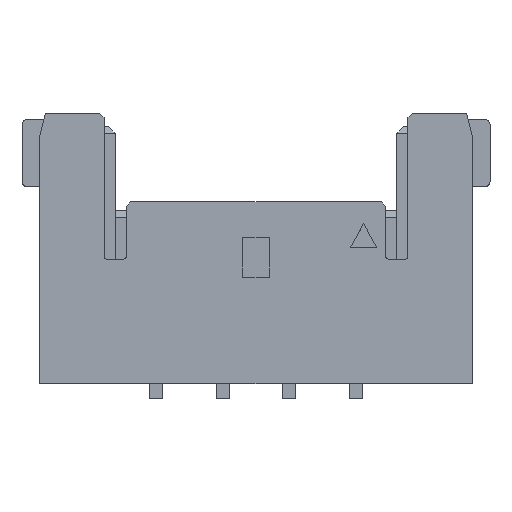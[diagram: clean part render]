
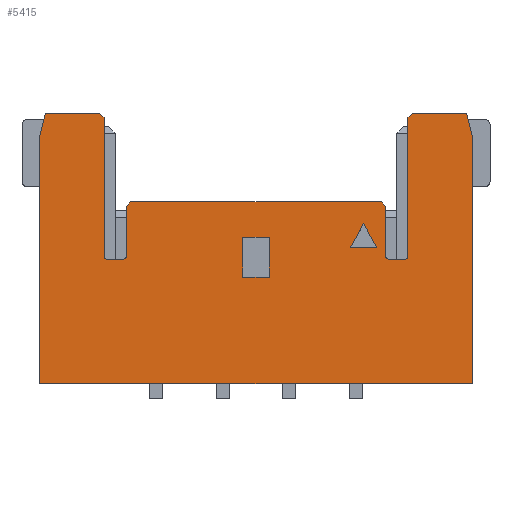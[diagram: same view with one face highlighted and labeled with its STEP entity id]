
A CAD part, top view. The second image highlights one B-rep face of the part: STEP entity #5415.
In plain terms, the highlighted planar face has unit normal (0, 0, 1).
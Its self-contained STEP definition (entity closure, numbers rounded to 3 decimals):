
#847=DIRECTION('',(0.,-1.,0.));
#848=VECTOR('',#847,3.12);
#849=CARTESIAN_POINT('',(-3.425,6.,0.98));
#850=LINE('',#849,#848);
#851=CARTESIAN_POINT('',(-3.345,2.88,0.98));
#852=DIRECTION('',(0.,0.,1.));
#853=DIRECTION('',(-1.,0.,0.));
#854=AXIS2_PLACEMENT_3D('',#851,#852,#853);
#856=DIRECTION('',(1.,0.,0.));
#857=VECTOR('',#856,0.34);
#858=CARTESIAN_POINT('',(-3.345,2.8,0.98));
#859=LINE('',#858,#857);
#860=CARTESIAN_POINT('',(-3.005,2.88,0.98));
#861=DIRECTION('',(0.,0.,1.));
#862=DIRECTION('',(0.,-1.,0.));
#863=AXIS2_PLACEMENT_3D('',#860,#861,#862);
#865=DIRECTION('',(0.,1.,0.));
#866=VECTOR('',#865,1.12);
#867=CARTESIAN_POINT('',(-2.925,2.88,0.98));
#868=LINE('',#867,#866);
#869=DIRECTION('',(0.707,0.707,0.));
#870=VECTOR('',#869,0.141);
#871=CARTESIAN_POINT('',(-2.925,4.,0.98));
#872=LINE('',#871,#870);
#873=DIRECTION('',(-1.,0.,0.));
#874=VECTOR('',#873,5.65);
#875=CARTESIAN_POINT('',(2.825,4.1,0.98));
#876=LINE('',#875,#874);
#877=DIRECTION('',(0.707,-0.707,0.));
#878=VECTOR('',#877,0.141);
#879=CARTESIAN_POINT('',(2.825,4.1,0.98));
#880=LINE('',#879,#878);
#881=DIRECTION('',(0.,-1.,0.));
#882=VECTOR('',#881,1.12);
#883=CARTESIAN_POINT('',(2.925,4.,0.98));
#884=LINE('',#883,#882);
#885=CARTESIAN_POINT('',(3.005,2.88,0.98));
#886=DIRECTION('',(0.,0.,1.));
#887=DIRECTION('',(-1.,0.,0.));
#888=AXIS2_PLACEMENT_3D('',#885,#886,#887);
#890=DIRECTION('',(1.,0.,0.));
#891=VECTOR('',#890,0.34);
#892=CARTESIAN_POINT('',(3.005,2.8,0.98));
#893=LINE('',#892,#891);
#894=CARTESIAN_POINT('',(3.345,2.88,0.98));
#895=DIRECTION('',(0.,0.,1.));
#896=DIRECTION('',(0.,-1.,0.));
#897=AXIS2_PLACEMENT_3D('',#894,#895,#896);
#899=DIRECTION('',(0.,1.,0.));
#900=VECTOR('',#899,3.12);
#901=CARTESIAN_POINT('',(3.425,2.88,0.98));
#902=LINE('',#901,#900);
#903=DIRECTION('',(0.707,0.707,0.));
#904=VECTOR('',#903,0.141);
#905=CARTESIAN_POINT('',(3.425,6.,0.98));
#906=LINE('',#905,#904);
#907=DIRECTION('',(-1.,0.,0.));
#908=VECTOR('',#907,1.22);
#909=CARTESIAN_POINT('',(4.745,6.1,0.98));
#910=LINE('',#909,#908);
#911=DIRECTION('',(-0.252,0.968,0.));
#912=VECTOR('',#911,0.517);
#913=CARTESIAN_POINT('',(4.875,5.6,0.98));
#914=LINE('',#913,#912);
#915=DIRECTION('',(0.,1.,0.));
#916=VECTOR('',#915,5.6);
#917=CARTESIAN_POINT('',(4.875,0.,0.98));
#918=LINE('',#917,#916);
#919=DIRECTION('',(1.,0.,0.));
#920=VECTOR('',#919,9.75);
#921=CARTESIAN_POINT('',(-4.875,0.,0.98));
#922=LINE('',#921,#920);
#923=DIRECTION('',(0.,-1.,0.));
#924=VECTOR('',#923,5.6);
#925=CARTESIAN_POINT('',(-4.875,5.6,0.98));
#926=LINE('',#925,#924);
#927=DIRECTION('',(-0.252,-0.968,0.));
#928=VECTOR('',#927,0.517);
#929=CARTESIAN_POINT('',(-4.745,6.1,0.98));
#930=LINE('',#929,#928);
#931=DIRECTION('',(-1.,0.,0.));
#932=VECTOR('',#931,1.22);
#933=CARTESIAN_POINT('',(-3.525,6.1,0.98));
#934=LINE('',#933,#932);
#935=DIRECTION('',(0.707,-0.707,0.));
#936=VECTOR('',#935,0.141);
#937=CARTESIAN_POINT('',(-3.525,6.1,0.98));
#938=LINE('',#937,#936);
#939=DIRECTION('',(-0.5,-0.866,0.));
#940=VECTOR('',#939,0.6);
#941=CARTESIAN_POINT('',(2.425,3.6,0.98));
#942=LINE('',#941,#940);
#943=DIRECTION('',(1.,0.,0.));
#944=VECTOR('',#943,0.6);
#945=CARTESIAN_POINT('',(2.125,3.08,0.98));
#946=LINE('',#945,#944);
#947=DIRECTION('',(-0.5,0.866,0.));
#948=VECTOR('',#947,0.6);
#949=CARTESIAN_POINT('',(2.725,3.08,0.98));
#950=LINE('',#949,#948);
#951=DIRECTION('',(0.,-1.,0.));
#952=VECTOR('',#951,0.9);
#953=CARTESIAN_POINT('',(-0.3,3.3,0.98));
#954=LINE('',#953,#952);
#955=DIRECTION('',(1.,0.,0.));
#956=VECTOR('',#955,0.6);
#957=CARTESIAN_POINT('',(-0.3,2.4,0.98));
#958=LINE('',#957,#956);
#959=DIRECTION('',(0.,1.,0.));
#960=VECTOR('',#959,0.9);
#961=CARTESIAN_POINT('',(0.3,2.4,0.98));
#962=LINE('',#961,#960);
#963=DIRECTION('',(-1.,0.,0.));
#964=VECTOR('',#963,0.6);
#965=CARTESIAN_POINT('',(0.3,3.3,0.98));
#966=LINE('',#965,#964);
#3221=CARTESIAN_POINT('',(-4.875,5.6,0.98));
#3222=CARTESIAN_POINT('',(-4.875,0.,0.98));
#3223=VERTEX_POINT('',#3221);
#3224=VERTEX_POINT('',#3222);
#3225=CARTESIAN_POINT('',(4.875,0.,0.98));
#3226=VERTEX_POINT('',#3225);
#3227=CARTESIAN_POINT('',(4.875,5.6,0.98));
#3228=VERTEX_POINT('',#3227);
#3229=CARTESIAN_POINT('',(4.745,6.1,0.98));
#3230=VERTEX_POINT('',#3229);
#3231=CARTESIAN_POINT('',(-4.745,6.1,0.98));
#3232=VERTEX_POINT('',#3231);
#3257=CARTESIAN_POINT('',(-3.425,6.,0.98));
#3258=CARTESIAN_POINT('',(-3.425,2.88,0.98));
#3259=VERTEX_POINT('',#3257);
#3260=VERTEX_POINT('',#3258);
#3261=CARTESIAN_POINT('',(-3.345,2.8,0.98));
#3262=CARTESIAN_POINT('',(-3.005,2.8,0.98));
#3263=VERTEX_POINT('',#3261);
#3264=VERTEX_POINT('',#3262);
#3265=CARTESIAN_POINT('',(-2.925,2.88,0.98));
#3266=CARTESIAN_POINT('',(-2.925,4.,0.98));
#3267=VERTEX_POINT('',#3265);
#3268=VERTEX_POINT('',#3266);
#3269=CARTESIAN_POINT('',(-2.825,4.1,0.98));
#3270=VERTEX_POINT('',#3269);
#3271=CARTESIAN_POINT('',(-3.525,6.1,0.98));
#3272=VERTEX_POINT('',#3271);
#3273=CARTESIAN_POINT('',(3.425,6.,0.98));
#3274=CARTESIAN_POINT('',(3.525,6.1,0.98));
#3275=VERTEX_POINT('',#3273);
#3276=VERTEX_POINT('',#3274);
#3277=CARTESIAN_POINT('',(2.825,4.1,0.98));
#3278=CARTESIAN_POINT('',(2.925,4.,0.98));
#3279=VERTEX_POINT('',#3277);
#3280=VERTEX_POINT('',#3278);
#3281=CARTESIAN_POINT('',(2.925,2.88,0.98));
#3282=VERTEX_POINT('',#3281);
#3283=CARTESIAN_POINT('',(3.005,2.8,0.98));
#3284=CARTESIAN_POINT('',(3.345,2.8,0.98));
#3285=VERTEX_POINT('',#3283);
#3286=VERTEX_POINT('',#3284);
#3287=CARTESIAN_POINT('',(3.425,2.88,0.98));
#3288=VERTEX_POINT('',#3287);
#4167=CARTESIAN_POINT('',(2.425,3.6,0.98));
#4168=CARTESIAN_POINT('',(2.125,3.08,0.98));
#4169=VERTEX_POINT('',#4167);
#4170=VERTEX_POINT('',#4168);
#4171=CARTESIAN_POINT('',(2.725,3.08,0.98));
#4172=VERTEX_POINT('',#4171);
#4173=CARTESIAN_POINT('',(-0.3,3.3,0.98));
#4174=CARTESIAN_POINT('',(-0.3,2.4,0.98));
#4175=VERTEX_POINT('',#4173);
#4176=VERTEX_POINT('',#4174);
#4177=CARTESIAN_POINT('',(0.3,2.4,0.98));
#4178=VERTEX_POINT('',#4177);
#4179=CARTESIAN_POINT('',(0.3,3.3,0.98));
#4180=VERTEX_POINT('',#4179);
#5349=CARTESIAN_POINT('',(0.,0.,0.98));
#5350=DIRECTION('',(0.,0.,1.));
#5351=DIRECTION('',(0.,-1.,0.));
#5352=AXIS2_PLACEMENT_3D('',#5349,#5350,#5351);
#5353=PLANE('',#5352);
#5354=ORIENTED_EDGE('',*,*,#5286,.T.);
#5356=ORIENTED_EDGE('',*,*,#5355,.T.);
#5357=ORIENTED_EDGE('',*,*,#5339,.T.);
#5359=ORIENTED_EDGE('',*,*,#5358,.T.);
#5361=ORIENTED_EDGE('',*,*,#5360,.T.);
#5363=ORIENTED_EDGE('',*,*,#5362,.T.);
#5365=ORIENTED_EDGE('',*,*,#5364,.F.);
#5367=ORIENTED_EDGE('',*,*,#5366,.T.);
#5369=ORIENTED_EDGE('',*,*,#5368,.T.);
#5371=ORIENTED_EDGE('',*,*,#5370,.T.);
#5373=ORIENTED_EDGE('',*,*,#5372,.T.);
#5375=ORIENTED_EDGE('',*,*,#5374,.T.);
#5377=ORIENTED_EDGE('',*,*,#5376,.T.);
#5379=ORIENTED_EDGE('',*,*,#5378,.T.);
#5381=ORIENTED_EDGE('',*,*,#5380,.F.);
#5383=ORIENTED_EDGE('',*,*,#5382,.F.);
#5385=ORIENTED_EDGE('',*,*,#5384,.F.);
#5387=ORIENTED_EDGE('',*,*,#5386,.F.);
#5389=ORIENTED_EDGE('',*,*,#5388,.F.);
#5391=ORIENTED_EDGE('',*,*,#5390,.F.);
#5392=ORIENTED_EDGE('',*,*,#5139,.F.);
#5394=ORIENTED_EDGE('',*,*,#5393,.T.);
#5395=EDGE_LOOP('',(#5354,#5356,#5357,#5359,#5361,#5363,#5365,#5367,#5369,#5371,
#5373,#5375,#5377,#5379,#5381,#5383,#5385,#5387,#5389,#5391,#5392,#5394));
#5396=FACE_OUTER_BOUND('',#5395,.F.);
#5398=ORIENTED_EDGE('',*,*,#5397,.T.);
#5400=ORIENTED_EDGE('',*,*,#5399,.T.);
#5402=ORIENTED_EDGE('',*,*,#5401,.T.);
#5403=EDGE_LOOP('',(#5398,#5400,#5402));
#5404=FACE_BOUND('',#5403,.F.);
#5406=ORIENTED_EDGE('',*,*,#5405,.T.);
#5408=ORIENTED_EDGE('',*,*,#5407,.T.);
#5410=ORIENTED_EDGE('',*,*,#5409,.T.);
#5412=ORIENTED_EDGE('',*,*,#5411,.T.);
#5413=EDGE_LOOP('',(#5406,#5408,#5410,#5412));
#5414=FACE_BOUND('',#5413,.F.);
#5415=ADVANCED_FACE('',(#5396,#5404,#5414),#5353,.T.);
#855=CIRCLE('',#854,0.08);
#864=CIRCLE('',#863,0.08);
#889=CIRCLE('',#888,0.08);
#898=CIRCLE('',#897,0.08);
#5139=EDGE_CURVE('',#3272,#3232,#934,.T.);
#5286=EDGE_CURVE('',#3259,#3260,#850,.T.);
#5339=EDGE_CURVE('',#3263,#3264,#859,.T.);
#5355=EDGE_CURVE('',#3260,#3263,#855,.T.);
#5358=EDGE_CURVE('',#3264,#3267,#864,.T.);
#5360=EDGE_CURVE('',#3267,#3268,#868,.T.);
#5362=EDGE_CURVE('',#3268,#3270,#872,.T.);
#5364=EDGE_CURVE('',#3279,#3270,#876,.T.);
#5366=EDGE_CURVE('',#3279,#3280,#880,.T.);
#5368=EDGE_CURVE('',#3280,#3282,#884,.T.);
#5370=EDGE_CURVE('',#3282,#3285,#889,.T.);
#5372=EDGE_CURVE('',#3285,#3286,#893,.T.);
#5374=EDGE_CURVE('',#3286,#3288,#898,.T.);
#5376=EDGE_CURVE('',#3288,#3275,#902,.T.);
#5378=EDGE_CURVE('',#3275,#3276,#906,.T.);
#5380=EDGE_CURVE('',#3230,#3276,#910,.T.);
#5382=EDGE_CURVE('',#3228,#3230,#914,.T.);
#5384=EDGE_CURVE('',#3226,#3228,#918,.T.);
#5386=EDGE_CURVE('',#3224,#3226,#922,.T.);
#5388=EDGE_CURVE('',#3223,#3224,#926,.T.);
#5390=EDGE_CURVE('',#3232,#3223,#930,.T.);
#5393=EDGE_CURVE('',#3272,#3259,#938,.T.);
#5397=EDGE_CURVE('',#4169,#4170,#942,.T.);
#5399=EDGE_CURVE('',#4170,#4172,#946,.T.);
#5401=EDGE_CURVE('',#4172,#4169,#950,.T.);
#5405=EDGE_CURVE('',#4175,#4176,#954,.T.);
#5407=EDGE_CURVE('',#4176,#4178,#958,.T.);
#5409=EDGE_CURVE('',#4178,#4180,#962,.T.);
#5411=EDGE_CURVE('',#4180,#4175,#966,.T.);
